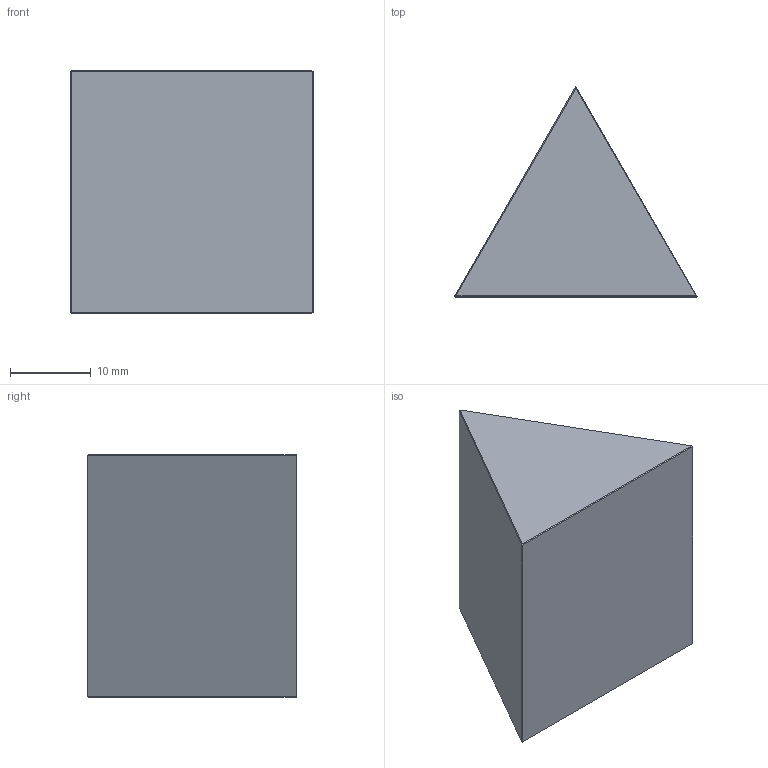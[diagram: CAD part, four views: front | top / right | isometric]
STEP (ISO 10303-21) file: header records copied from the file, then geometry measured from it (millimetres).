
FILE_DESCRIPTION (( 'STEP AP214' ), '1' );
FILE_NAME ('GPD-030-C.STEP', '2022-11-08T09:19:23', ( '' ), ( '' ), 'SwSTEP 2.0', 'SolidWorks 2022', '' );
FILE_SCHEMA (( 'AUTOMOTIVE_DESIGN' ));
Length unit declared in the file: millimetre
Products named in the file (1): GPD-030-C
Bounding box: 29.91 x 25.92 x 30 mm (x, y, z)
Volume: 11690.2 mm3; surface area: 3461.3 mm2
Topology: 1 solids, 1 shells, 20 faces, 36 edges, 18 vertices
Faces by surface type: plane 20
Entity records: 490 total; most frequent: DIRECTION 78, CARTESIAN_POINT 75, ORIENTED_EDGE 72, VECTOR 36, EDGE_CURVE 36, LINE 36, AXIS2_PLACEMENT_3D 21, PLANE 20
